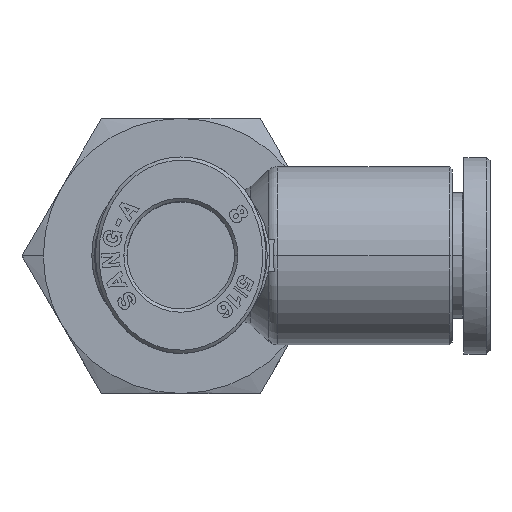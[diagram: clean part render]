
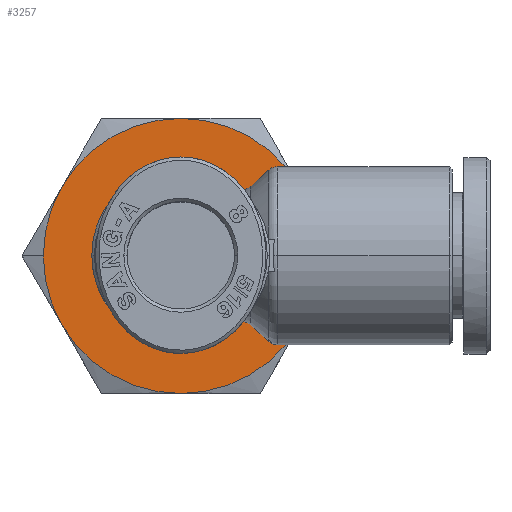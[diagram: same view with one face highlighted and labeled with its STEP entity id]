
A CAD part, top view. The second image highlights one B-rep face of the part: STEP entity #3257.
In plain terms, the highlighted planar face has unit normal (0, 0, 1).
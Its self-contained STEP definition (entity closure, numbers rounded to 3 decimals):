
#2623=CARTESIAN_POINT('',(-17.972,0.,-7.3));
#2624=VERTEX_POINT('',#2623);
#2633=CARTESIAN_POINT('',(-16.566,5.25,-7.3));
#2634=VERTEX_POINT('',#2633);
#2635=CARTESIAN_POINT('',(-7.472,0.,-7.3));
#2636=DIRECTION('',(0.0,0.0,1.0));
#2637=DIRECTION('',(1.0,0.0,0.0));
#2638=AXIS2_PLACEMENT_3D('',#2635,#2636,#2637);
#2639=CIRCLE('',#2638,10.5);
#2640=EDGE_CURVE('',#2634,#2624,#2639,.T.);
#2665=CARTESIAN_POINT('',(3.028,0.,-7.3));
#2666=VERTEX_POINT('',#2665);
#2673=CARTESIAN_POINT('',(1.621,5.25,-7.3));
#2674=VERTEX_POINT('',#2673);
#2688=CARTESIAN_POINT('',(-7.472,0.,-7.3));
#2689=DIRECTION('',(0.0,0.0,1.0));
#2690=DIRECTION('',(1.0,0.0,0.0));
#2691=AXIS2_PLACEMENT_3D('',#2688,#2689,#2690);
#2692=CIRCLE('',#2691,10.5);
#2693=EDGE_CURVE('',#2666,#2674,#2692,.T.);
#3075=CARTESIAN_POINT('',(-1.968,0.,-7.3));
#3076=VERTEX_POINT('',#3075);
#3085=CARTESIAN_POINT('',(-12.976,0.,-7.3));
#3086=VERTEX_POINT('',#3085);
#3094=CARTESIAN_POINT('',(-7.472,0.,-7.3));
#3095=DIRECTION('',(0.0,0.0,1.0));
#3096=DIRECTION('',(-1.0,0.0,0.0));
#3097=AXIS2_PLACEMENT_3D('',#3094,#3095,#3096);
#3098=CIRCLE('',#3097,5.504);
#3099=EDGE_CURVE('',#3086,#3076,#3098,.T.);
#3158=CARTESIAN_POINT('',(-7.472,0.,-7.3));
#3159=DIRECTION('',(0.0,0.0,1.0));
#3160=DIRECTION('',(-1.0,0.0,0.0));
#3161=AXIS2_PLACEMENT_3D('',#3158,#3159,#3160);
#3162=CIRCLE('',#3161,5.504);
#3163=EDGE_CURVE('',#3076,#3086,#3162,.T.);
#3194=CARTESIAN_POINT('',(-7.472,0.,-7.3));
#3195=DIRECTION('',(0.0,0.0,-1.0));
#3196=DIRECTION('',(-1.0,0.0,0.0));
#3197=AXIS2_PLACEMENT_3D('',#3194,#3195,#3196);
#3198=PLANE('',#3197);
#3199=ORIENTED_EDGE('',*,*,#2640,.T.);
#3200=CARTESIAN_POINT('',(-16.566,-5.25,-7.3));
#3201=VERTEX_POINT('',#3200);
#3202=CARTESIAN_POINT('',(-7.472,0.,-7.3));
#3203=DIRECTION('',(0.0,0.0,1.0));
#3204=DIRECTION('',(1.0,0.0,0.0));
#3205=AXIS2_PLACEMENT_3D('',#3202,#3203,#3204);
#3206=CIRCLE('',#3205,10.5);
#3207=EDGE_CURVE('',#2624,#3201,#3206,.T.);
#3208=ORIENTED_EDGE('',*,*,#3207,.T.);
#3209=CARTESIAN_POINT('',(-7.472,-10.5,-7.3));
#3210=VERTEX_POINT('',#3209);
#3211=CARTESIAN_POINT('',(-7.472,0.,-7.3));
#3212=DIRECTION('',(0.0,0.0,1.0));
#3213=DIRECTION('',(1.0,0.0,0.0));
#3214=AXIS2_PLACEMENT_3D('',#3211,#3212,#3213);
#3215=CIRCLE('',#3214,10.5);
#3216=EDGE_CURVE('',#3201,#3210,#3215,.T.);
#3217=ORIENTED_EDGE('',*,*,#3216,.T.);
#3218=CARTESIAN_POINT('',(1.621,-5.25,-7.3));
#3219=VERTEX_POINT('',#3218);
#3220=CARTESIAN_POINT('',(-7.472,0.,-7.3));
#3221=DIRECTION('',(0.0,0.0,1.0));
#3222=DIRECTION('',(1.0,0.0,0.0));
#3223=AXIS2_PLACEMENT_3D('',#3220,#3221,#3222);
#3224=CIRCLE('',#3223,10.5);
#3225=EDGE_CURVE('',#3210,#3219,#3224,.T.);
#3226=ORIENTED_EDGE('',*,*,#3225,.T.);
#3227=CARTESIAN_POINT('',(-7.472,0.,-7.3));
#3228=DIRECTION('',(0.0,0.0,1.0));
#3229=DIRECTION('',(1.0,0.0,0.0));
#3230=AXIS2_PLACEMENT_3D('',#3227,#3228,#3229);
#3231=CIRCLE('',#3230,10.5);
#3232=EDGE_CURVE('',#3219,#2666,#3231,.T.);
#3233=ORIENTED_EDGE('',*,*,#3232,.T.);
#3234=ORIENTED_EDGE('',*,*,#2693,.T.);
#3235=CARTESIAN_POINT('',(-7.472,10.5,-7.3));
#3236=VERTEX_POINT('',#3235);
#3237=CARTESIAN_POINT('',(-7.472,0.,-7.3));
#3238=DIRECTION('',(0.0,0.0,1.0));
#3239=DIRECTION('',(1.0,0.0,0.0));
#3240=AXIS2_PLACEMENT_3D('',#3237,#3238,#3239);
#3241=CIRCLE('',#3240,10.5);
#3242=EDGE_CURVE('',#2674,#3236,#3241,.T.);
#3243=ORIENTED_EDGE('',*,*,#3242,.T.);
#3244=CARTESIAN_POINT('',(-7.472,0.,-7.3));
#3245=DIRECTION('',(0.0,0.0,1.0));
#3246=DIRECTION('',(1.0,0.0,0.0));
#3247=AXIS2_PLACEMENT_3D('',#3244,#3245,#3246);
#3248=CIRCLE('',#3247,10.5);
#3249=EDGE_CURVE('',#3236,#2634,#3248,.T.);
#3250=ORIENTED_EDGE('',*,*,#3249,.T.);
#3251=EDGE_LOOP('',(#3199,#3208,#3217,#3226,#3233,#3234,#3243,#3250));
#3252=FACE_OUTER_BOUND('',#3251,.T.);
#3253=ORIENTED_EDGE('',*,*,#3163,.F.);
#3254=ORIENTED_EDGE('',*,*,#3099,.F.);
#3255=EDGE_LOOP('',(#3253,#3254));
#3256=FACE_BOUND('',#3255,.T.);
#3257=ADVANCED_FACE('',(#3252,#3256),#3198,.F.);
